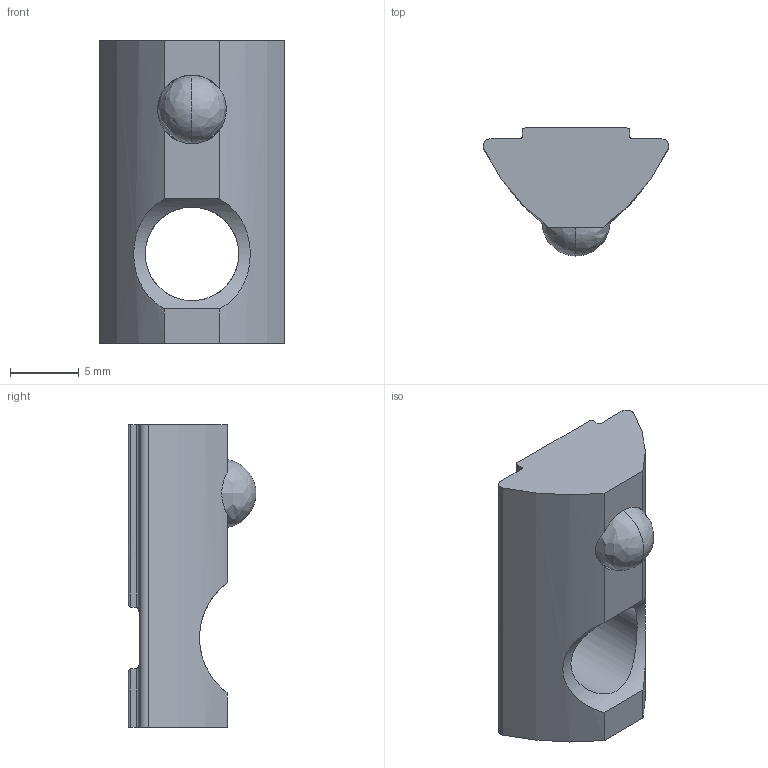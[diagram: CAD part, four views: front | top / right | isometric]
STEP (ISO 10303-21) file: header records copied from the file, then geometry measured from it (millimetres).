
FILE_DESCRIPTION (( 'STEP AP214' ), '1' );
FILE_NAME ('FIXE08E1244-Ecrou 8 St M8 rainuré.step', '2023-03-24T10:02:34', ( 'Altae' ), ( '' ), 'SwSTEP 2.0', 'SolidWorks 2021', '' );
FILE_SCHEMA (( 'AUTOMOTIVE_DESIGN' ));
Length unit declared in the file: millimetre
Products named in the file (1): FIXE08E1244-Ecrou 8 St M8 rainuré
Bounding box: 13.5 x 9.3 x 22 mm (x, y, z)
Volume: 1189.9 mm3; surface area: 1116.2 mm2
Topology: 2 solids, 2 shells, 37 faces, 103 edges, 66 vertices
Faces by surface type: cylinder 20, plane 13, bspline 2, cone 2
Entity records: 1400 total; most frequent: CARTESIAN_POINT 431, ORIENTED_EDGE 198, DIRECTION 187, EDGE_CURVE 99, AXIS2_PLACEMENT_3D 68, VERTEX_POINT 66, LINE 51, VECTOR 51
